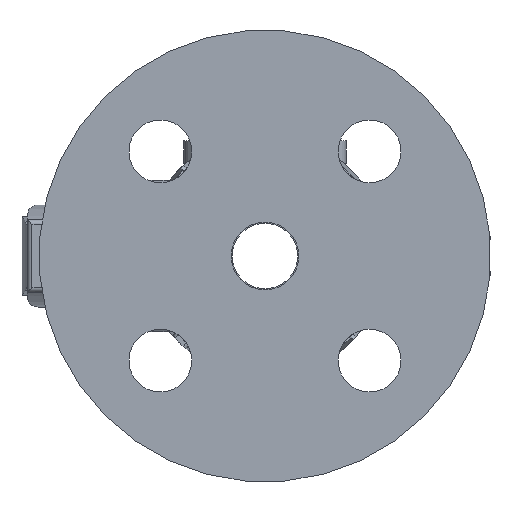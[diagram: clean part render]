
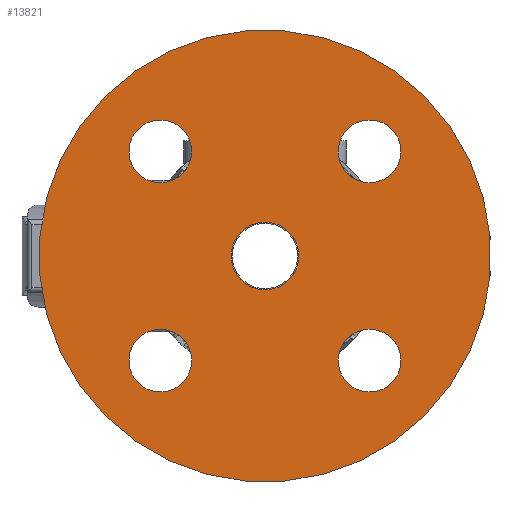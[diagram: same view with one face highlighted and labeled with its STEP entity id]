
A CAD part, left-side view. The second image highlights one B-rep face of the part: STEP entity #13821.
In plain terms, the highlighted face is planar.
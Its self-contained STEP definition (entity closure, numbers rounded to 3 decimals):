
#892=FACE_BOUND($,#3408,.T.);
#893=FACE_BOUND($,#3409,.T.);
#894=FACE_BOUND($,#3410,.T.);
#895=FACE_BOUND($,#3411,.T.);
#896=FACE_BOUND($,#3412,.T.);
#897=FACE_BOUND($,#3413,.T.);
#1802=CIRCLE($,#15288,6.95);
#1804=CIRCLE($,#15291,6.95);
#1806=CIRCLE($,#15294,6.95);
#1808=CIRCLE($,#15297,6.95);
#1811=CIRCLE($,#15303,50.);
#1812=CIRCLE($,#15305,7.5);
#3408=EDGE_LOOP($,(#12675));
#3409=EDGE_LOOP($,(#12676));
#3410=EDGE_LOOP($,(#12677));
#3411=EDGE_LOOP($,(#12678));
#3412=EDGE_LOOP($,(#12679));
#3413=EDGE_LOOP($,(#12680));
#6427=VERTEX_POINT($,#26664);
#6429=VERTEX_POINT($,#26669);
#6431=VERTEX_POINT($,#26674);
#6433=VERTEX_POINT($,#26679);
#6436=VERTEX_POINT($,#26688);
#6437=VERTEX_POINT($,#26691);
#8509=EDGE_CURVE($,#6427,#6427,#1802,.T.);
#8511=EDGE_CURVE($,#6429,#6429,#1804,.T.);
#8513=EDGE_CURVE($,#6431,#6431,#1806,.T.);
#8515=EDGE_CURVE($,#6433,#6433,#1808,.T.);
#8518=EDGE_CURVE($,#6436,#6436,#1811,.T.);
#8519=EDGE_CURVE($,#6437,#6437,#1812,.T.);
#12675=ORIENTED_EDGE($,*,*,#8509,.T.);
#12676=ORIENTED_EDGE($,*,*,#8511,.T.);
#12677=ORIENTED_EDGE($,*,*,#8513,.T.);
#12678=ORIENTED_EDGE($,*,*,#8515,.T.);
#12679=ORIENTED_EDGE($,*,*,#8518,.T.);
#12680=ORIENTED_EDGE($,*,*,#8519,.F.);
#13051=PLANE($,#15304);
#13821=ADVANCED_FACE($,(#892,#893,#894,#895,#896,#897),#13051,.T.);
#15288=AXIS2_PLACEMENT_3D($,#26665,#19044,#19045);
#15291=AXIS2_PLACEMENT_3D($,#26670,#19050,#19051);
#15294=AXIS2_PLACEMENT_3D($,#26675,#19056,#19057);
#15297=AXIS2_PLACEMENT_3D($,#26680,#19062,#19063);
#15303=AXIS2_PLACEMENT_3D($,#26689,#19074,#19075);
#15304=AXIS2_PLACEMENT_3D($,#26690,#19076,#19077);
#15305=AXIS2_PLACEMENT_3D($,#26692,#19078,#19079);
#19044=DIRECTION('center_axis',(0.,0.,-1.));
#19045=DIRECTION('ref_axis',(0.,1.,0.));
#19050=DIRECTION('center_axis',(0.,0.,-1.));
#19051=DIRECTION('ref_axis',(1.,0.,0.));
#19056=DIRECTION('center_axis',(0.,0.,-1.));
#19057=DIRECTION('ref_axis',(0.,-1.,0.));
#19062=DIRECTION('center_axis',(0.,0.,-1.));
#19063=DIRECTION('ref_axis',(-1.,0.,0.));
#19074=DIRECTION('center_axis',(0.,0.,1.));
#19075=DIRECTION('ref_axis',(1.,0.,0.));
#19076=DIRECTION('center_axis',(0.,0.,1.));
#19077=DIRECTION('ref_axis',(1.,0.,0.));
#19078=DIRECTION('center_axis',(0.,0.,1.));
#19079=DIRECTION('ref_axis',(1.,0.,0.));
#26664=CARTESIAN_POINT('',(0.,25.8,33.));
#26665=CARTESIAN_POINT('Origin',(0.,32.75,33.));
#26669=CARTESIAN_POINT('',(25.8,0.,33.));
#26670=CARTESIAN_POINT('Origin',(32.75,0.,33.));
#26674=CARTESIAN_POINT('',(0.,-25.8,33.));
#26675=CARTESIAN_POINT('Origin',(0.,-32.75,33.));
#26679=CARTESIAN_POINT('',(-25.8,0.,33.));
#26680=CARTESIAN_POINT('Origin',(-32.75,0.,33.));
#26688=CARTESIAN_POINT('',(0.,-50.,33.));
#26689=CARTESIAN_POINT('Origin',(0.,0.,33.));
#26690=CARTESIAN_POINT('Origin',(0.,-7.5,33.));
#26691=CARTESIAN_POINT('',(0.,-7.5,33.));
#26692=CARTESIAN_POINT('Origin',(0.,0.,33.));
